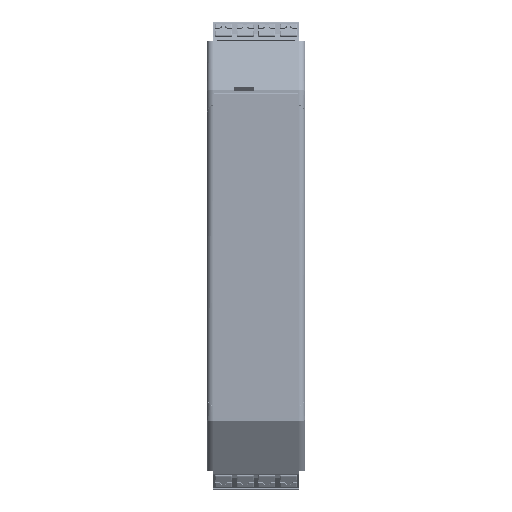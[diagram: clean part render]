
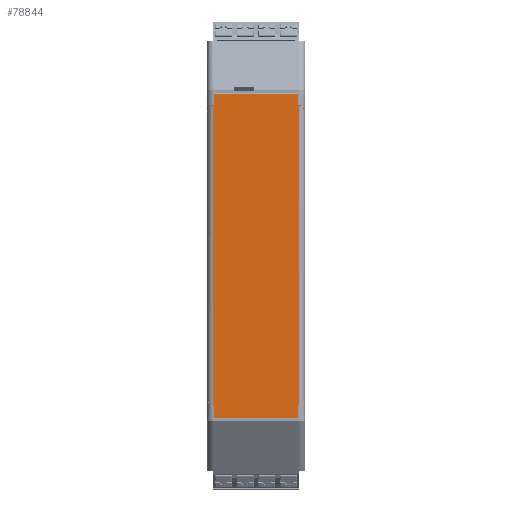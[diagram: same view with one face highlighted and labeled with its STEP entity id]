
A CAD part, top view. The second image highlights one B-rep face of the part: STEP entity #78844.
In plain terms, the highlighted face is planar.
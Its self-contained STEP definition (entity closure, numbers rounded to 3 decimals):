
#4962=VERTEX_POINT('',#110960);
#4963=VERTEX_POINT('',#110962);
#4981=VERTEX_POINT('',#111001);
#4987=VERTEX_POINT('',#111013);
#4994=VERTEX_POINT('',#111040);
#4996=VERTEX_POINT('',#111046);
#5002=VERTEX_POINT('',#111061);
#5003=VERTEX_POINT('',#111062);
#5004=VERTEX_POINT('',#111064);
#5005=VERTEX_POINT('',#111066);
#5006=VERTEX_POINT('',#111068);
#5007=VERTEX_POINT('',#111070);
#13380=VECTOR('',#91066,1.);
#13399=VECTOR('',#91098,1.);
#13410=VECTOR('',#91122,1.);
#13412=VECTOR('',#91128,1.);
#13417=VECTOR('',#91139,1.);
#13418=VECTOR('',#91140,1.);
#13419=VECTOR('',#91141,1.);
#13420=VECTOR('',#91142,1.);
#13421=VECTOR('',#91143,1.);
#13422=VECTOR('',#91144,1.);
#13423=VECTOR('',#91145,1.);
#13424=VECTOR('',#91146,1.);
#23635=LINE('',#110961,#13380);
#23654=LINE('',#111014,#13399);
#23665=LINE('',#111039,#13410);
#23667=LINE('',#111045,#13412);
#23672=LINE('',#111060,#13417);
#23673=LINE('',#111063,#13418);
#23674=LINE('',#111065,#13419);
#23675=LINE('',#111067,#13420);
#23676=LINE('',#111069,#13421);
#23677=LINE('',#111071,#13422);
#23678=LINE('',#111072,#13423);
#23679=LINE('',#111073,#13424);
#34142=EDGE_CURVE('',#4963,#4962,#23635,.T.);
#34167=EDGE_CURVE('',#4987,#4981,#23654,.T.);
#34181=EDGE_CURVE('',#4994,#4981,#23665,.T.);
#34184=EDGE_CURVE('',#4996,#4963,#23667,.T.);
#34191=EDGE_CURVE('',#5002,#5003,#23672,.T.);
#34192=EDGE_CURVE('',#5004,#5003,#23673,.T.);
#34193=EDGE_CURVE('',#5004,#5005,#23674,.T.);
#34194=EDGE_CURVE('',#5006,#5005,#23675,.T.);
#34195=EDGE_CURVE('',#5006,#5007,#23676,.T.);
#34196=EDGE_CURVE('',#4994,#5007,#23677,.T.);
#34197=EDGE_CURVE('',#4987,#4996,#23678,.T.);
#34198=EDGE_CURVE('',#4962,#5002,#23679,.T.);
#48429=ORIENTED_EDGE('',*,*,#34191,.T.);
#48430=ORIENTED_EDGE('',*,*,#34192,.F.);
#48431=ORIENTED_EDGE('',*,*,#34193,.T.);
#48432=ORIENTED_EDGE('',*,*,#34194,.F.);
#48433=ORIENTED_EDGE('',*,*,#34195,.T.);
#48434=ORIENTED_EDGE('',*,*,#34196,.F.);
#48435=ORIENTED_EDGE('',*,*,#34181,.T.);
#48436=ORIENTED_EDGE('',*,*,#34167,.F.);
#48437=ORIENTED_EDGE('',*,*,#34197,.T.);
#48438=ORIENTED_EDGE('',*,*,#34184,.T.);
#48439=ORIENTED_EDGE('',*,*,#34142,.T.);
#48440=ORIENTED_EDGE('',*,*,#34198,.T.);
#69322=EDGE_LOOP('',(#48429,#48430,#48431,#48432,#48433,#48434,#48435,#48436,
#48437,#48438,#48439,#48440));
#74094=FACE_BOUND('',#69322,.T.);
#78844=ADVANCED_FACE('',(#74094),#132592,.T.);
#83354=AXIS2_PLACEMENT_3D('',#111059,#91138,$);
#91066=DIRECTION('',(0.,0.,-1.));
#91098=DIRECTION('',(-1.,0.,0.));
#91122=DIRECTION('',(0.,0.,1.));
#91128=DIRECTION('',(1.,0.,0.));
#91138=DIRECTION('',(0.,1.,0.));
#91139=DIRECTION('',(0.,0.,-1.));
#91140=DIRECTION('',(1.,0.,0.));
#91141=DIRECTION('',(0.,0.,-1.));
#91142=DIRECTION('',(1.,0.,0.));
#91143=DIRECTION('',(0.,0.,1.));
#91144=DIRECTION('',(1.,0.,0.));
#91145=DIRECTION('',(0.,0.,1.));
#91146=DIRECTION('',(1.,0.,0.));
#110960=CARTESIAN_POINT('',(34.6,114.5,7.15));
#110961=CARTESIAN_POINT('',(34.6,114.5,8.8));
#110962=CARTESIAN_POINT('',(34.6,114.5,7.3));
#111001=CARTESIAN_POINT('',(-37.2,114.5,7.15));
#111013=CARTESIAN_POINT('',(-34.6,114.5,7.15));
#111014=CARTESIAN_POINT('',(-32.78,114.5,7.15));
#111039=CARTESIAN_POINT('',(-37.2,114.5,-7.25));
#111040=CARTESIAN_POINT('',(-37.2,114.5,-12.15));
#111045=CARTESIAN_POINT('',(-32.78,114.5,7.3));
#111046=CARTESIAN_POINT('',(-34.6,114.5,7.3));
#111059=CARTESIAN_POINT('',(-37.2,114.5,-10.772));
#111060=CARTESIAN_POINT('',(37.5,114.5,8.8));
#111061=CARTESIAN_POINT('',(37.5,114.5,7.15));
#111062=CARTESIAN_POINT('',(37.5,114.5,-12.15));
#111063=CARTESIAN_POINT('',(-32.78,114.5,-12.15));
#111064=CARTESIAN_POINT('',(34.6,114.5,-12.15));
#111065=CARTESIAN_POINT('',(34.6,114.5,8.8));
#111066=CARTESIAN_POINT('',(34.6,114.5,-12.3));
#111067=CARTESIAN_POINT('',(-32.78,114.5,-12.3));
#111068=CARTESIAN_POINT('',(-34.6,114.5,-12.3));
#111069=CARTESIAN_POINT('',(-34.6,114.5,8.8));
#111070=CARTESIAN_POINT('',(-34.6,114.5,-12.15));
#111071=CARTESIAN_POINT('',(-32.78,114.5,-12.15));
#111072=CARTESIAN_POINT('',(-34.6,114.5,8.8));
#111073=CARTESIAN_POINT('',(-32.78,114.5,7.15));
#132592=PLANE('',#83354);
